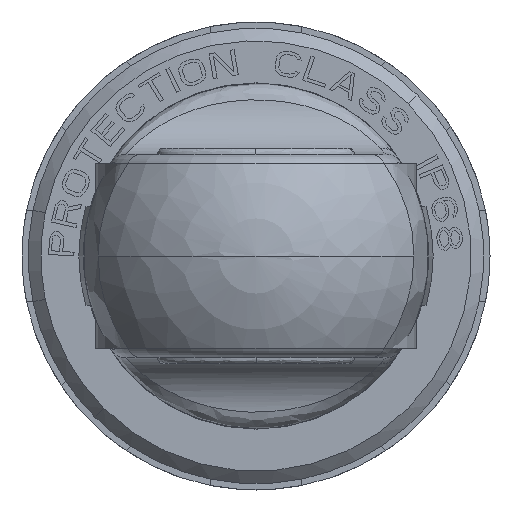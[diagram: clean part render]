
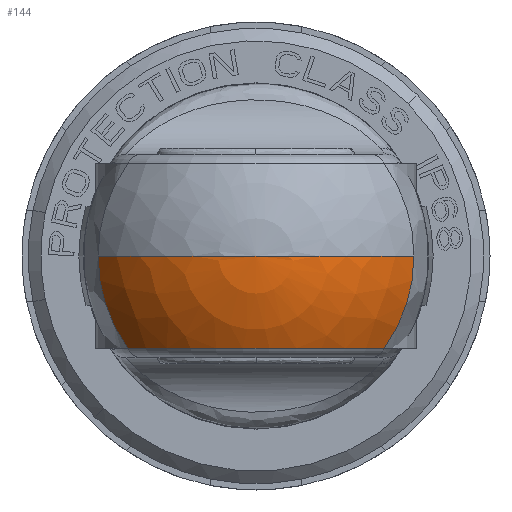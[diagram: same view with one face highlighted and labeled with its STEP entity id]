
A CAD part, front view. The second image highlights one B-rep face of the part: STEP entity #144.
In plain terms, the highlighted spherical face has radius 14.965 mm.
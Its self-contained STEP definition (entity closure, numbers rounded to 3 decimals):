
#144=ADVANCED_FACE('',(#1239),#1240,.T.);
#1239=FACE_OUTER_BOUND('',#6261,.T.);
#1240=SPHERICAL_SURFACE('',#6262,14.965);
#6261=EDGE_LOOP('',(#10616,#10617,#10618,#10619,#10620));
#6262=AXIS2_PLACEMENT_3D('',#10621,#10622,#10623);
#10616=ORIENTED_EDGE('',*,*,#18462,.F.);
#10617=ORIENTED_EDGE('',*,*,#18604,.T.);
#10618=ORIENTED_EDGE('',*,*,#18605,.F.);
#10619=ORIENTED_EDGE('',*,*,#18307,.F.);
#10620=ORIENTED_EDGE('',*,*,#18603,.T.);
#10621=CARTESIAN_POINT('',(0.0,-74.712,0.0));
#10622=DIRECTION('',(0.0,1.0,0.0));
#10623=DIRECTION('',(1.0,0.0,0.0));
#18307=EDGE_CURVE('',#21010,#21013,#21014,.T.);
#18462=EDGE_CURVE('',#21299,#21301,#21302,.T.);
#18603=EDGE_CURVE('',#21010,#21301,#21566,.T.);
#18604=EDGE_CURVE('',#21299,#21567,#21568,.T.);
#18605=EDGE_CURVE('',#21013,#21567,#21569,.T.);
#21010=VERTEX_POINT('',#25597);
#21013=VERTEX_POINT('',#25606);
#21014=CIRCLE('',#25607,12.814);
#21299=VERTEX_POINT('',#26652);
#21301=VERTEX_POINT('',#26654);
#21302=CIRCLE('',#26655,12.814);
#21566=CIRCLE('',#27639,12.949);
#21567=VERTEX_POINT('',#27640);
#21568=CIRCLE('',#27641,14.965);
#21569=CIRCLE('',#27642,14.965);
#25597=CARTESIAN_POINT('',(-10.388,-82.443,-7.502));
#25606=CARTESIAN_POINT('',(-12.814,-82.443,0.0));
#25607=AXIS2_PLACEMENT_3D('',#35544,#35545,#35546);
#26652=CARTESIAN_POINT('',(12.814,-82.443,0.0));
#26654=CARTESIAN_POINT('',(10.388,-82.443,-7.502));
#26655=AXIS2_PLACEMENT_3D('',#35675,#35676,#35677);
#27639=AXIS2_PLACEMENT_3D('',#35780,#35781,#35782);
#27640=CARTESIAN_POINT('',(0.0,-89.677,0.0));
#27641=AXIS2_PLACEMENT_3D('',#35783,#35784,#35785);
#27642=AXIS2_PLACEMENT_3D('',#35786,#35787,#35788);
#35544=CARTESIAN_POINT('',(0.0,-82.443,0.0));
#35545=DIRECTION('',(0.0,1.0,0.0));
#35546=DIRECTION('',(-0.811,0.0,-0.585));
#35675=CARTESIAN_POINT('',(0.0,-82.443,0.0));
#35676=DIRECTION('',(-0.0,1.0,0.0));
#35677=DIRECTION('',(1.0,0.0,0.0));
#35780=CARTESIAN_POINT('',(0.0,-74.712,-7.502));
#35781=DIRECTION('',(0.0,0.0,1.0));
#35782=DIRECTION('',(-0.802,-0.597,0.0));
#35783=CARTESIAN_POINT('',(0.0,-74.712,0.0));
#35784=DIRECTION('',(0.0,0.0,-1.0));
#35785=DIRECTION('',(0.856,-0.517,0.0));
#35786=CARTESIAN_POINT('',(0.0,-74.712,0.0));
#35787=DIRECTION('',(0.0,0.0,1.0));
#35788=DIRECTION('',(-0.856,-0.517,0.0));
